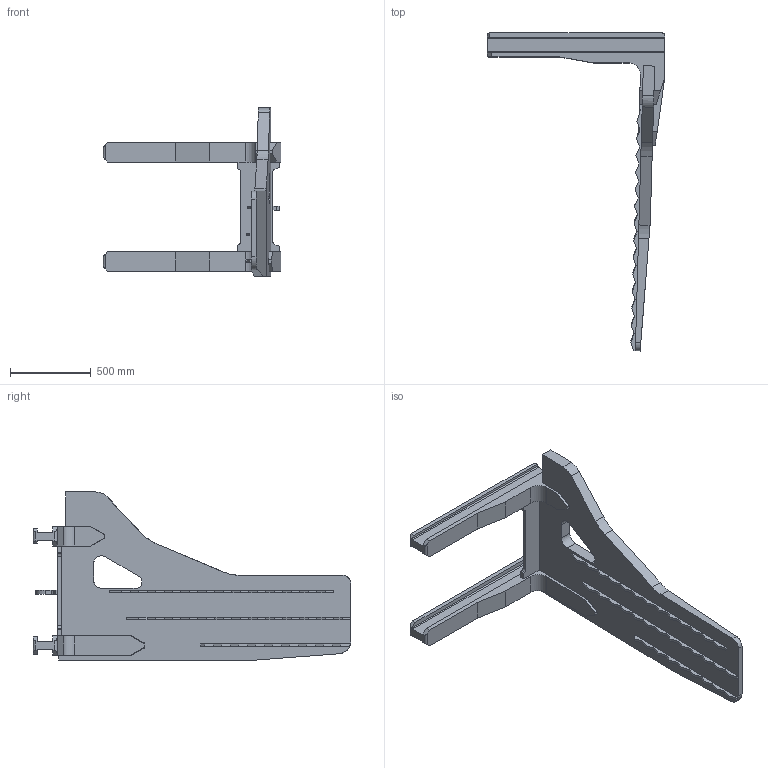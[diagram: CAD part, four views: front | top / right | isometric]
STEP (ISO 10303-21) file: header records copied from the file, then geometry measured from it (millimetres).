
FILE_DESCRIPTION (( 'STEP AP214' ), '1' );
FILE_NAME ('38724-400-imp3D.STEP', '2025-07-25T15:13:32', ( '' ), ( '' ), 'SwSTEP 2.0', 'SolidWorks 2023', '' );
FILE_SCHEMA (( 'AUTOMOTIVE_DESIGN' ));
Length unit declared in the file: millimetre
Products named in the file (9): 38731-imp3D; 38743-imp3D; 38737-imp3D; 38724-400-imp3D; 38724-401-imp3D; 38735-imp3D; 38732-imp3D; 38724-302-imp3D; Pièce3^38724-400-imp3D
Assembly tree (9 placements, depth 2):
  38724-400-imp3D
    38724-401-imp3D
    38724-302-imp3D
    38731-imp3D
    38732-imp3D
    38743-imp3D  x2
    38735-imp3D
    38737-imp3D
    Pièce3^38724-400-imp3D
Bounding box: 1100 x 1965.13 x 1040 mm (x, y, z)
Volume: 111648379.5 mm3; surface area: 5127308.2 mm2
Topology: 10 solids, 10 shells, 248 faces, 684 edges, 456 vertices
Faces by surface type: plane 206, cylinder 42
Entity records: 7132 total; most frequent: CARTESIAN_POINT 1281, ORIENTED_EDGE 1194, DIRECTION 1110, EDGE_CURVE 597, LINE 504, VECTOR 504, VERTEX_POINT 398, AXIS2_PLACEMENT_3D 303
